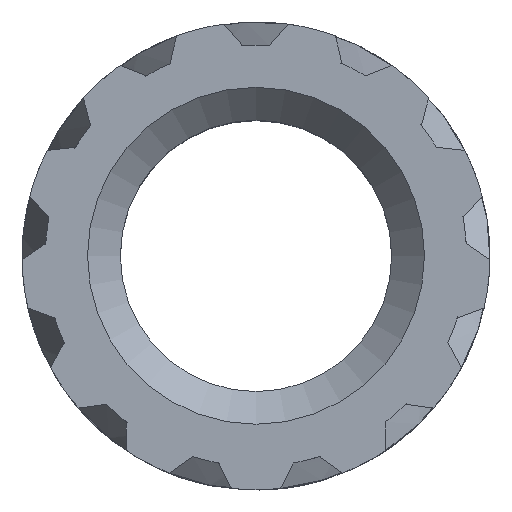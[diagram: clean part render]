
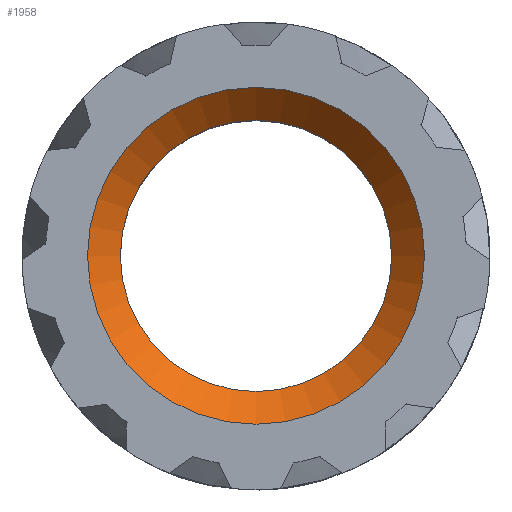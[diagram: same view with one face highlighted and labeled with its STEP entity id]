
A CAD part, top view. The second image highlights one B-rep face of the part: STEP entity #1958.
In plain terms, the highlighted conical face has half-angle 45 degrees and reference radius 1.65 mm.
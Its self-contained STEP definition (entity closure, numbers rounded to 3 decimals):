
#360=FACE_OUTER_BOUND('',#478,.T.);
#478=EDGE_LOOP('',(#1300,#1301,#1302,#1303));
#599=LINE('',#2677,#632);
#632=VECTOR('',#2286,1.65);
#665=CIRCLE('',#2090,1.45);
#667=CIRCLE('',#2094,1.8);
#741=VERTEX_POINT('',#2669);
#743=VERTEX_POINT('',#2676);
#962=EDGE_CURVE('',#741,#741,#665,.T.);
#965=EDGE_CURVE('',#741,#743,#599,.T.);
#966=EDGE_CURVE('',#743,#743,#667,.T.);
#1300=ORIENTED_EDGE('',*,*,#962,.T.);
#1301=ORIENTED_EDGE('',*,*,#965,.T.);
#1302=ORIENTED_EDGE('',*,*,#966,.T.);
#1303=ORIENTED_EDGE('',*,*,#965,.F.);
#1953=CONICAL_SURFACE('',#2093,1.65,0.785);
#1958=ADVANCED_FACE('',(#360),#1953,.F.);
#2090=AXIS2_PLACEMENT_3D('',#2670,#2277,#2278);
#2093=AXIS2_PLACEMENT_3D('',#2675,#2284,#2285);
#2094=AXIS2_PLACEMENT_3D('',#2678,#2287,#2288);
#2277=DIRECTION('center_axis',(0.,0.,-1.));
#2278=DIRECTION('ref_axis',(-1.,0.,0.));
#2284=DIRECTION('center_axis',(0.,0.,1.));
#2285=DIRECTION('ref_axis',(-1.,0.,0.));
#2286=DIRECTION('',(0.707,0.,0.707));
#2287=DIRECTION('center_axis',(0.,0.,1.));
#2288=DIRECTION('ref_axis',(-1.,0.,0.));
#2669=CARTESIAN_POINT('',(1.45,0.,3.5));
#2670=CARTESIAN_POINT('Origin',(0.,0.,3.5));
#2675=CARTESIAN_POINT('Origin',(0.,0.,3.7));
#2676=CARTESIAN_POINT('',(1.8,0.,3.85));
#2677=CARTESIAN_POINT('',(1.65,0.,3.7));
#2678=CARTESIAN_POINT('Origin',(0.,0.,3.85));
